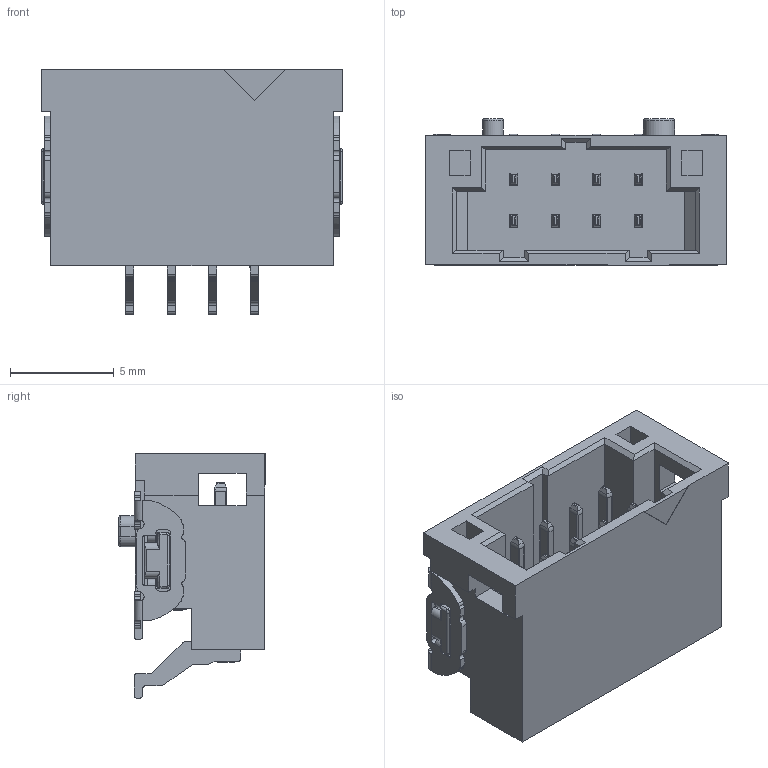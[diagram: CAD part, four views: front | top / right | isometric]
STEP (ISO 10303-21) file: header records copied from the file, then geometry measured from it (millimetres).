
FILE_DESCRIPTION( ('This file contains a STEP AP42 implementation' ,'as created by ZW3D STEP Interface translator.') ,'2;1' );
FILE_NAME( '3918-PXX-2ZXXWDXR1.stp' ,'23 9 5.163220', (''), ('ZWCAD Software Co.'), 'Version 1.0', 'ZW3D to STEP translator', '' );
FILE_SCHEMA(('AUTOMOTIVE_DESIGN { 1 0 10303 214 1 1 1 1 }'));
Length unit declared in the file: millimetre
Products named in the file (2): 0; 3918-P08-2ZXXWDBR1
Bounding box: 14.5 x 7.08 x 11.8 mm (x, y, z)
Volume: 440.5 mm3; surface area: 1056.5 mm2
Topology: 1 solids, 1 shells, 1001 faces, 2802 edges, 1790 vertices
Faces by surface type: plane 647, cylinder 285, bspline 69
Full cylindrical faces by diameter (mm): 1.5 x1
Entity records: 33801 total; most frequent: CARTESIAN_POINT 7140, ORIENTED_EDGE 5630, DIRECTION 4998, EDGE_CURVE 2804, VECTOR 2046, LINE 2046, VERTEX_POINT 1792, AXIS2_PLACEMENT_3D 1476
